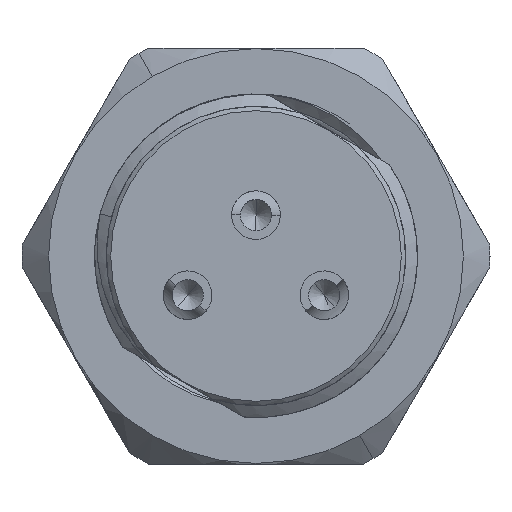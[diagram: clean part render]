
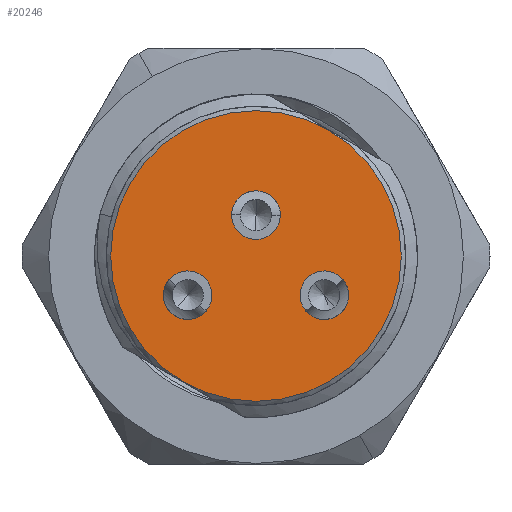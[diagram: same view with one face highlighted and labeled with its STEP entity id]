
A CAD part, front view. The second image highlights one B-rep face of the part: STEP entity #20246.
In plain terms, the highlighted planar face has unit normal (0, -1, 0).
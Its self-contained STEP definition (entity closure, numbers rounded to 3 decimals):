
#7943=CARTESIAN_POINT('',(0.,-15.7,0.));
#7944=DIRECTION('',(0.,1.,0.));
#7945=DIRECTION('',(1.,0.,0.));
#7946=AXIS2_PLACEMENT_3D('',#7943,#7944,#7945);
#7948=CARTESIAN_POINT('',(0.,-15.7,0.));
#7949=DIRECTION('',(0.,1.,0.));
#7950=DIRECTION('',(-1.,0.,0.));
#7951=AXIS2_PLACEMENT_3D('',#7948,#7949,#7950);
#7953=CARTESIAN_POINT('',(-3.94,-15.7,-2.26));
#7954=DIRECTION('',(0.,-1.,0.));
#7955=DIRECTION('',(0.649,0.,0.761));
#7956=AXIS2_PLACEMENT_3D('',#7953,#7954,#7955);
#7958=CARTESIAN_POINT('',(-3.94,-15.7,-2.26));
#7959=DIRECTION('',(0.,-1.,0.));
#7960=DIRECTION('',(-0.649,0.,-0.761));
#7961=AXIS2_PLACEMENT_3D('',#7958,#7959,#7960);
#7963=CARTESIAN_POINT('',(3.94,-15.7,-2.26));
#7964=DIRECTION('',(0.,-1.,0.));
#7965=DIRECTION('',(-0.649,0.,0.761));
#7966=AXIS2_PLACEMENT_3D('',#7963,#7964,#7965);
#7968=CARTESIAN_POINT('',(3.94,-15.7,-2.26));
#7969=DIRECTION('',(0.,-1.,0.));
#7970=DIRECTION('',(0.649,0.,-0.761));
#7971=AXIS2_PLACEMENT_3D('',#7968,#7969,#7970);
#7973=CARTESIAN_POINT('',(0.,-15.7,2.36));
#7974=DIRECTION('',(0.,-1.,0.));
#7975=DIRECTION('',(-0.007,0.,-1.));
#7976=AXIS2_PLACEMENT_3D('',#7973,#7974,#7975);
#7978=CARTESIAN_POINT('',(0.,-15.7,2.36));
#7979=DIRECTION('',(0.,-1.,0.));
#7980=DIRECTION('',(0.007,0.,1.));
#7981=AXIS2_PLACEMENT_3D('',#7978,#7979,#7980);
#10501=CARTESIAN_POINT('',(-8.382,-15.7,0.));
#10502=VERTEX_POINT('',#10501);
#10503=CARTESIAN_POINT('',(8.382,-15.7,0.));
#10504=VERTEX_POINT('',#10503);
#10505=CARTESIAN_POINT('',(-3.032,-15.7,-1.195));
#10506=CARTESIAN_POINT('',(-4.848,-15.7,-3.325));
#10507=VERTEX_POINT('',#10505);
#10508=VERTEX_POINT('',#10506);
#10509=CARTESIAN_POINT('',(3.032,-15.7,-1.195));
#10510=CARTESIAN_POINT('',(4.848,-15.7,-3.325));
#10511=VERTEX_POINT('',#10509);
#10512=VERTEX_POINT('',#10510);
#10513=CARTESIAN_POINT('',(-0.01,-15.7,0.96));
#10514=CARTESIAN_POINT('',(0.01,-15.7,3.76));
#10515=VERTEX_POINT('',#10513);
#10516=VERTEX_POINT('',#10514);
#20219=CARTESIAN_POINT('',(0.,-15.7,0.));
#20220=DIRECTION('',(0.,-1.,0.));
#20221=DIRECTION('',(0.5,0.,0.866));
#20222=AXIS2_PLACEMENT_3D('',#20219,#20220,#20221);
#20223=PLANE('',#20222);
#20224=ORIENTED_EDGE('',*,*,#18487,.T.);
#20225=ORIENTED_EDGE('',*,*,#20212,.T.);
#20226=EDGE_LOOP('',(#20224,#20225));
#20227=FACE_OUTER_BOUND('',#20226,.F.);
#20229=ORIENTED_EDGE('',*,*,#20228,.T.);
#20231=ORIENTED_EDGE('',*,*,#20230,.T.);
#20232=EDGE_LOOP('',(#20229,#20231));
#20233=FACE_BOUND('',#20232,.F.);
#20235=ORIENTED_EDGE('',*,*,#20234,.T.);
#20237=ORIENTED_EDGE('',*,*,#20236,.T.);
#20238=EDGE_LOOP('',(#20235,#20237));
#20239=FACE_BOUND('',#20238,.F.);
#20241=ORIENTED_EDGE('',*,*,#20240,.T.);
#20243=ORIENTED_EDGE('',*,*,#20242,.T.);
#20244=EDGE_LOOP('',(#20241,#20243));
#20245=FACE_BOUND('',#20244,.F.);
#20246=ADVANCED_FACE('',(#20227,#20233,#20239,#20245),#20223,.T.);
#7947=CIRCLE('',#7946,8.382);
#7952=CIRCLE('',#7951,8.382);
#7957=CIRCLE('',#7956,1.4);
#7962=CIRCLE('',#7961,1.4);
#7967=CIRCLE('',#7966,1.4);
#7972=CIRCLE('',#7971,1.4);
#7977=CIRCLE('',#7976,1.4);
#7982=CIRCLE('',#7981,1.4);
#18487=EDGE_CURVE('',#10504,#10502,#7947,.T.);
#20212=EDGE_CURVE('',#10502,#10504,#7952,.T.);
#20228=EDGE_CURVE('',#10507,#10508,#7957,.T.);
#20230=EDGE_CURVE('',#10508,#10507,#7962,.T.);
#20234=EDGE_CURVE('',#10511,#10512,#7967,.T.);
#20236=EDGE_CURVE('',#10512,#10511,#7972,.T.);
#20240=EDGE_CURVE('',#10515,#10516,#7977,.T.);
#20242=EDGE_CURVE('',#10516,#10515,#7982,.T.);
